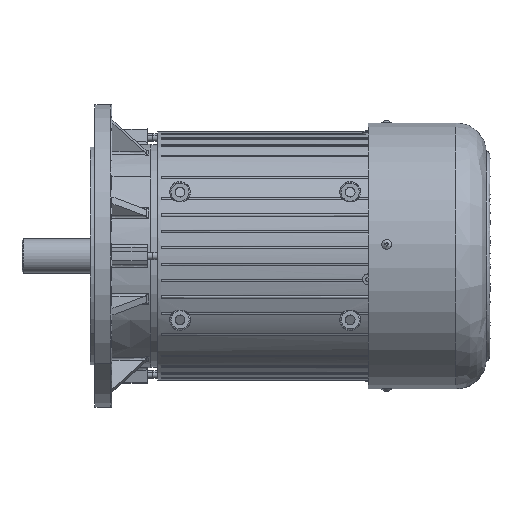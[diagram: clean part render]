
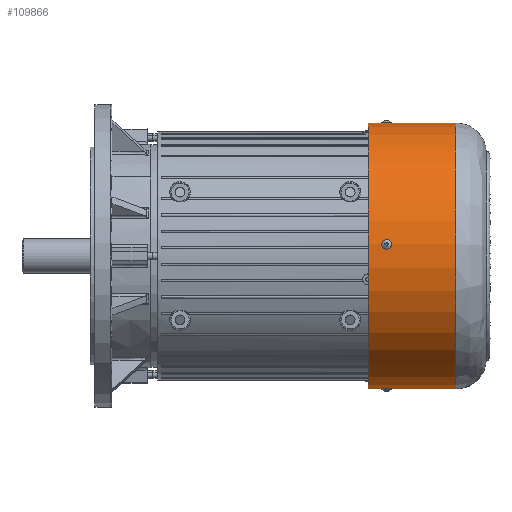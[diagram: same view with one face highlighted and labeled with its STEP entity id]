
A CAD part, front view. The second image highlights one B-rep face of the part: STEP entity #109866.
In plain terms, the highlighted cylindrical face has radius 109.75 mm (diameter 219.5 mm), a partial arc.
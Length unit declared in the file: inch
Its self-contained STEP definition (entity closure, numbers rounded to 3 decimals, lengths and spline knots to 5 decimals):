
#11020 = AXIS2_PLACEMENT_3D ( 'NONE', #103541, #46243, #105748 ) ;
#11513 = EDGE_LOOP ( 'NONE', ( #61589, #42990, #59463, #38642 ) ) ;
#17448 = VECTOR ( 'NONE', #25895, 39.37008 ) ;
#18896 = FACE_OUTER_BOUND ( 'NONE', #11513, .T. ) ;
#19494 = CARTESIAN_POINT ( 'NONE',  ( 7.16535, -0.37659, -4.30442 ) ) ;
#25895 = DIRECTION ( 'NONE',  ( -1., 0., 0. ) ) ;
#31047 = DIRECTION ( 'NONE',  ( 0., -0.087, -0.996 ) ) ;
#38642 = ORIENTED_EDGE ( 'NONE', *, *, #84214, .F. ) ;
#39722 = EDGE_CURVE ( 'NONE', #101992, #49852, #58942, .T. ) ;
#41076 = CARTESIAN_POINT ( 'NONE',  ( 7.16535, -0.37659, -4.30442 ) ) ;
#42396 = CARTESIAN_POINT ( 'NONE',  ( 10., 0., 0. ) ) ;
#42990 = ORIENTED_EDGE ( 'NONE', *, *, #103137, .T. ) ;
#46243 = DIRECTION ( 'NONE',  ( 1., 0., 0. ) ) ;
#49852 = VERTEX_POINT ( 'NONE', #104198 ) ;
#52520 = CARTESIAN_POINT ( 'NONE',  ( 10., -0.37659, -4.30442 ) ) ;
#58942 = CIRCLE ( 'NONE', #97369, 4.32087 ) ;
#59463 = ORIENTED_EDGE ( 'NONE', *, *, #110438, .T. ) ;
#61589 = ORIENTED_EDGE ( 'NONE', *, *, #39722, .T. ) ;
#64207 = DIRECTION ( 'NONE',  ( -1., 0., 0. ) ) ;
#65795 = DIRECTION ( 'NONE',  ( -1., 0., 0. ) ) ;
#69650 = VERTEX_POINT ( 'NONE', #146767 ) ;
#84214 = EDGE_CURVE ( 'NONE', #101992, #105751, #90415, .T. ) ;
#87575 = CYLINDRICAL_SURFACE ( 'NONE', #121799, 4.32087 ) ;
#88175 = DIRECTION ( 'NONE',  ( -1., 0., 0. ) ) ;
#90415 = LINE ( 'NONE', #19494, #105552 ) ;
#97369 = AXIS2_PLACEMENT_3D ( 'NONE', #42396, #65795, #31047 ) ;
#97542 = LINE ( 'NONE', #142067, #17448 ) ;
#101992 = VERTEX_POINT ( 'NONE', #52520 ) ;
#102573 = CIRCLE ( 'NONE', #11020, 4.32087 ) ;
#103137 = EDGE_CURVE ( 'NONE', #49852, #69650, #97542, .T. ) ;
#103541 = CARTESIAN_POINT ( 'NONE',  ( 7.16535, 0., 0. ) ) ;
#104198 = CARTESIAN_POINT ( 'NONE',  ( 10., 0.37659, 4.30442 ) ) ;
#105552 = VECTOR ( 'NONE', #88175, 39.37008 ) ;
#105748 = DIRECTION ( 'NONE',  ( 0., -0.087, -0.996 ) ) ;
#105751 = VERTEX_POINT ( 'NONE', #41076 ) ;
#109866 = ADVANCED_FACE ( 'NONE', ( #18896 ), #87575, .T. ) ;
#110438 = EDGE_CURVE ( 'NONE', #69650, #105751, #102573, .T. ) ;
#121467 = CARTESIAN_POINT ( 'NONE',  ( 7.16535, 0., 0. ) ) ;
#121799 = AXIS2_PLACEMENT_3D ( 'NONE', #121467, #64207, #133552 ) ;
#133552 = DIRECTION ( 'NONE',  ( 0., -0.087, -0.996 ) ) ;
#142067 = CARTESIAN_POINT ( 'NONE',  ( 7.16535, 0.37659, 4.30442 ) ) ;
#146767 = CARTESIAN_POINT ( 'NONE',  ( 7.16535, 0.37659, 4.30442 ) ) ;
